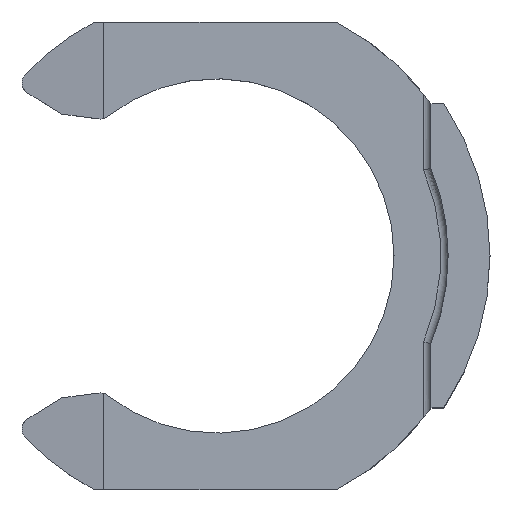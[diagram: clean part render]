
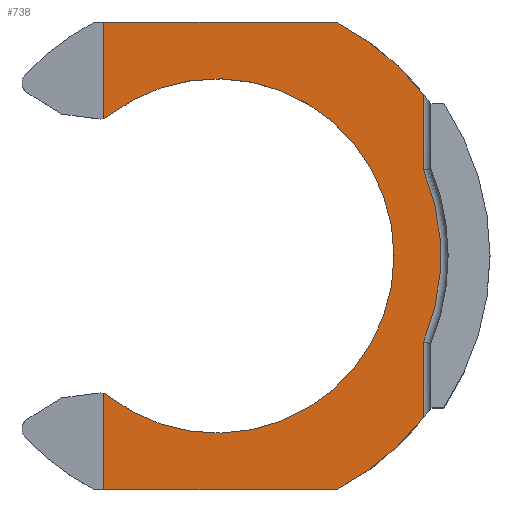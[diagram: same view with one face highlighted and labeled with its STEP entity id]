
A CAD part, top view. The second image highlights one B-rep face of the part: STEP entity #738.
In plain terms, the highlighted planar face has unit normal (0, 0, 1).
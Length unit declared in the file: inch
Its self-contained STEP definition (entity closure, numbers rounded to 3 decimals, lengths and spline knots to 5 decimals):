
#11 = ORIENTED_EDGE ( 'NONE', *, *, #440, .T. ) ;
#21 = EDGE_CURVE ( 'NONE', #504, #396, #614, .T. ) ;
#26 = AXIS2_PLACEMENT_3D ( 'NONE', #698, #191, #785 ) ;
#45 = VERTEX_POINT ( 'NONE', #1009 ) ;
#71 = EDGE_CURVE ( 'NONE', #396, #685, #640, .T. ) ;
#82 = DIRECTION ( 'NONE',  ( 0., 0., 1. ) ) ;
#86 = CARTESIAN_POINT ( 'NONE',  ( -0.18097, -0.21998, 0.05512 ) ) ;
#90 = ORIENTED_EDGE ( 'NONE', *, *, #512, .T. ) ;
#94 = ORIENTED_EDGE ( 'NONE', *, *, #21, .T. ) ;
#101 = CARTESIAN_POINT ( 'NONE',  ( -0.18097, -0.2912, 0.05512 ) ) ;
#102 = CARTESIAN_POINT ( 'NONE',  ( -0.22923, -0.2912, 0.05512 ) ) ;
#115 = ORIENTED_EDGE ( 'NONE', *, *, #71, .T. ) ;
#121 = CIRCLE ( 'NONE', #323, 0.35827 ) ;
#124 = DIRECTION ( 'NONE',  ( 0., 0., 1. ) ) ;
#131 = LINE ( 'NONE', #994, #277 ) ;
#135 = AXIS2_PLACEMENT_3D ( 'NONE', #579, #82, #668 ) ;
#150 = CARTESIAN_POINT ( 'NONE',  ( 0.33071, 0.1378, 0.05512 ) ) ;
#165 = CARTESIAN_POINT ( 'NONE',  ( 0.19126, -0.37402, 0.05512 ) ) ;
#171 = CARTESIAN_POINT ( 'NONE',  ( 0., 0., 0.05512 ) ) ;
#191 = DIRECTION ( 'NONE',  ( 0., 0., -1. ) ) ;
#202 = EDGE_CURVE ( 'NONE', #685, #962, #555, .T. ) ;
#223 = EDGE_CURVE ( 'NONE', #644, #504, #760, .T. ) ;
#224 = ORIENTED_EDGE ( 'NONE', *, *, #375, .T. ) ;
#228 = CARTESIAN_POINT ( 'NONE',  ( -0.18097, -0.37402, 0.05512 ) ) ;
#237 = CIRCLE ( 'NONE', #600, 0.42008 ) ;
#240 = LINE ( 'NONE', #385, #868 ) ;
#243 = ORIENTED_EDGE ( 'NONE', *, *, #1017, .F. ) ;
#247 = DIRECTION ( 'NONE',  ( 1., 0., 0. ) ) ;
#255 = VERTEX_POINT ( 'NONE', #700 ) ;
#259 = DIRECTION ( 'NONE',  ( 0., 0., -1. ) ) ;
#265 = EDGE_LOOP ( 'NONE', ( #90, #739, #699, #923, #243, #805, #94, #115, #1016, #224, #11, #669, #950 ) ) ;
#277 = VECTOR ( 'NONE', #483, 39.37008 ) ;
#292 = AXIS2_PLACEMENT_3D ( 'NONE', #171, #758, #247 ) ;
#302 = CARTESIAN_POINT ( 'NONE',  ( 0., 0., 0.05512 ) ) ;
#323 = AXIS2_PLACEMENT_3D ( 'NONE', #302, #912, #397 ) ;
#330 = AXIS2_PLACEMENT_3D ( 'NONE', #627, #124, #717 ) ;
#344 = CARTESIAN_POINT ( 'NONE',  ( 0., 0., 0.05512 ) ) ;
#345 = DIRECTION ( 'NONE',  ( 0., 0., 1. ) ) ;
#375 = EDGE_CURVE ( 'NONE', #962, #588, #1072, .T. ) ;
#385 = CARTESIAN_POINT ( 'NONE',  ( 0.33071, -0.2912, 0.05512 ) ) ;
#396 = VERTEX_POINT ( 'NONE', #968 ) ;
#397 = DIRECTION ( 'NONE',  ( -1., 0., 0. ) ) ;
#411 = AXIS2_PLACEMENT_3D ( 'NONE', #344, #945, #427 ) ;
#416 = EDGE_CURVE ( 'NONE', #1029, #612, #569, .T. ) ;
#421 = VERTEX_POINT ( 'NONE', #457 ) ;
#427 = DIRECTION ( 'NONE',  ( 1., 0., 0. ) ) ;
#430 = CIRCLE ( 'NONE', #26, 0.42008 ) ;
#440 = EDGE_CURVE ( 'NONE', #588, #421, #772, .T. ) ;
#456 = FACE_OUTER_BOUND ( 'NONE', #265, .T. ) ;
#457 = CARTESIAN_POINT ( 'NONE',  ( -0.18097, -0.37402, 0.05512 ) ) ;
#475 = DIRECTION ( 'NONE',  ( -1., 0., 0. ) ) ;
#483 = DIRECTION ( 'NONE',  ( 1., 0., 0. ) ) ;
#504 = VERTEX_POINT ( 'NONE', #648 ) ;
#512 = EDGE_CURVE ( 'NONE', #45, #713, #240, .T. ) ;
#528 = VECTOR ( 'NONE', #689, 39.37008 ) ;
#533 = EDGE_CURVE ( 'NONE', #574, #421, #594, .T. ) ;
#549 = CARTESIAN_POINT ( 'NONE',  ( -0.18097, -0.2912, 0.05512 ) ) ;
#555 = CIRCLE ( 'NONE', #411, 0.28346 ) ;
#569 = LINE ( 'NONE', #631, #999 ) ;
#574 = VERTEX_POINT ( 'NONE', #165 ) ;
#579 = CARTESIAN_POINT ( 'NONE',  ( -0.18675, 0.2388, 0.05512 ) ) ;
#588 = VERTEX_POINT ( 'NONE', #86 ) ;
#594 = LINE ( 'NONE', #228, #757 ) ;
#600 = AXIS2_PLACEMENT_3D ( 'NONE', #776, #259, #862 ) ;
#603 = PLANE ( 'NONE',  #944 ) ;
#612 = VERTEX_POINT ( 'NONE', #928 ) ;
#614 = CIRCLE ( 'NONE', #135, 0.01969 ) ;
#627 = CARTESIAN_POINT ( 'NONE',  ( -0.18675, -0.2388, 0.05512 ) ) ;
#631 = CARTESIAN_POINT ( 'NONE',  ( 0.33071, -0.2912, 0.05512 ) ) ;
#640 = CIRCLE ( 'NONE', #292, 0.28346 ) ;
#644 = VERTEX_POINT ( 'NONE', #851 ) ;
#648 = CARTESIAN_POINT ( 'NONE',  ( -0.18097, 0.21998, 0.05512 ) ) ;
#666 = VECTOR ( 'NONE', #977, 39.37008 ) ;
#668 = DIRECTION ( 'NONE',  ( 1., 0., 0. ) ) ;
#669 = ORIENTED_EDGE ( 'NONE', *, *, #533, .F. ) ;
#685 = VERTEX_POINT ( 'NONE', #855 ) ;
#687 = CARTESIAN_POINT ( 'NONE',  ( 0.33071, -0.1378, 0.05512 ) ) ;
#689 = DIRECTION ( 'NONE',  ( 0., -1., 0. ) ) ;
#698 = CARTESIAN_POINT ( 'NONE',  ( 0., 0., 0.05512 ) ) ;
#699 = ORIENTED_EDGE ( 'NONE', *, *, #416, .T. ) ;
#700 = CARTESIAN_POINT ( 'NONE',  ( 0.19126, 0.37402, 0.05512 ) ) ;
#713 = VERTEX_POINT ( 'NONE', #687 ) ;
#717 = DIRECTION ( 'NONE',  ( 1., 0., 0. ) ) ;
#732 = EDGE_CURVE ( 'NONE', #255, #612, #237, .T. ) ;
#738 = ADVANCED_FACE ( 'NONE', ( #456 ), #603, .T. ) ;
#739 = ORIENTED_EDGE ( 'NONE', *, *, #1031, .T. ) ;
#757 = VECTOR ( 'NONE', #475, 39.37008 ) ;
#758 = DIRECTION ( 'NONE',  ( 0., 0., -1. ) ) ;
#760 = LINE ( 'NONE', #101, #528 ) ;
#766 = EDGE_CURVE ( 'NONE', #45, #574, #430, .T. ) ;
#772 = LINE ( 'NONE', #549, #666 ) ;
#776 = CARTESIAN_POINT ( 'NONE',  ( 0., 0., 0.05512 ) ) ;
#785 = DIRECTION ( 'NONE',  ( 1., 0., 0. ) ) ;
#805 = ORIENTED_EDGE ( 'NONE', *, *, #223, .T. ) ;
#807 = DIRECTION ( 'NONE',  ( 0., 1., 0. ) ) ;
#851 = CARTESIAN_POINT ( 'NONE',  ( -0.18097, 0.37402, 0.05512 ) ) ;
#855 = CARTESIAN_POINT ( 'NONE',  ( 0.28346, 0., 0.05512 ) ) ;
#862 = DIRECTION ( 'NONE',  ( 1., 0., 0. ) ) ;
#868 = VECTOR ( 'NONE', #902, 39.37008 ) ;
#902 = DIRECTION ( 'NONE',  ( 0., 1., 0. ) ) ;
#912 = DIRECTION ( 'NONE',  ( 0., 0., 1. ) ) ;
#923 = ORIENTED_EDGE ( 'NONE', *, *, #732, .F. ) ;
#928 = CARTESIAN_POINT ( 'NONE',  ( 0.33071, 0.25904, 0.05512 ) ) ;
#944 = AXIS2_PLACEMENT_3D ( 'NONE', #102, #345, #946 ) ;
#945 = DIRECTION ( 'NONE',  ( 0., 0., -1. ) ) ;
#946 = DIRECTION ( 'NONE',  ( 1., 0., 0. ) ) ;
#950 = ORIENTED_EDGE ( 'NONE', *, *, #766, .F. ) ;
#962 = VERTEX_POINT ( 'NONE', #1065 ) ;
#968 = CARTESIAN_POINT ( 'NONE',  ( -0.17463, 0.22329, 0.05512 ) ) ;
#977 = DIRECTION ( 'NONE',  ( 0., -1., 0. ) ) ;
#994 = CARTESIAN_POINT ( 'NONE',  ( -0.19609, 0.37402, 0.05512 ) ) ;
#999 = VECTOR ( 'NONE', #807, 39.37008 ) ;
#1009 = CARTESIAN_POINT ( 'NONE',  ( 0.33071, -0.25904, 0.05512 ) ) ;
#1016 = ORIENTED_EDGE ( 'NONE', *, *, #202, .T. ) ;
#1017 = EDGE_CURVE ( 'NONE', #644, #255, #131, .T. ) ;
#1029 = VERTEX_POINT ( 'NONE', #150 ) ;
#1031 = EDGE_CURVE ( 'NONE', #713, #1029, #121, .T. ) ;
#1065 = CARTESIAN_POINT ( 'NONE',  ( -0.17463, -0.22329, 0.05512 ) ) ;
#1072 = CIRCLE ( 'NONE', #330, 0.01969 ) ;
